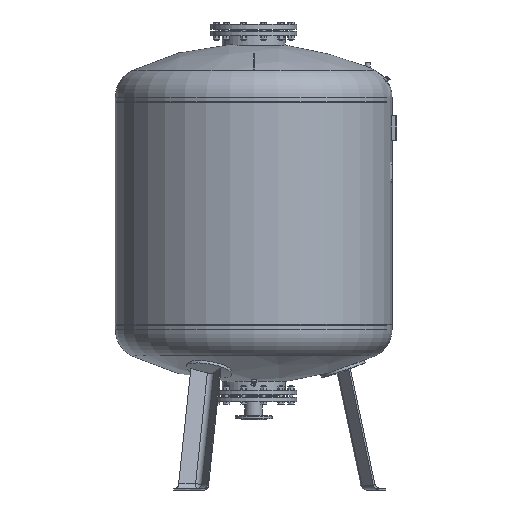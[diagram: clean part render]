
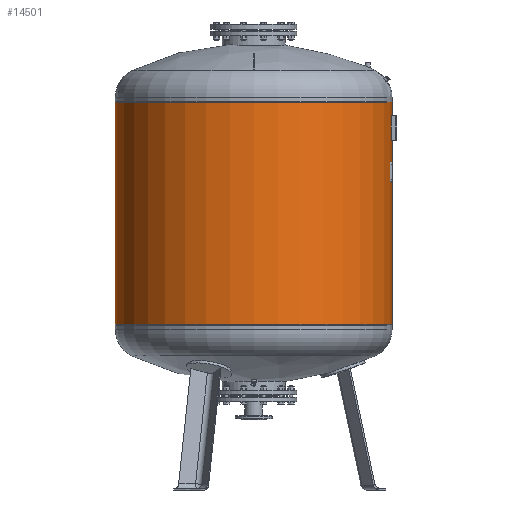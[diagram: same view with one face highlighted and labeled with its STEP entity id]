
A CAD part, left-side view. The second image highlights one B-rep face of the part: STEP entity #14501.
In plain terms, the highlighted cylindrical face has radius 600 mm (diameter 1200 mm), a full revolution.
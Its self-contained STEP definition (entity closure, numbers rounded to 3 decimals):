
#293=FACE_BOUND($,#2666,.T.);
#744=CIRCLE($,#15701,600.);
#745=CIRCLE($,#15703,600.);
#1094=CYLINDRICAL_SURFACE($,#15702,600.);
#1631=FACE_OUTER_BOUND($,#2665,.T.);
#2665=EDGE_LOOP($,(#11589));
#2666=EDGE_LOOP($,(#11590));
#6865=VERTEX_POINT($,#23205);
#6866=VERTEX_POINT($,#23208);
#8560=EDGE_CURVE($,#6865,#6865,#744,.T.);
#8561=EDGE_CURVE($,#6866,#6866,#745,.T.);
#11589=ORIENTED_EDGE($,*,*,#8560,.T.);
#11590=ORIENTED_EDGE($,*,*,#8561,.F.);
#14501=ADVANCED_FACE($,(#1631,#293),#1094,.T.);
#15701=AXIS2_PLACEMENT_3D($,#23206,#18593,#18594);
#15702=AXIS2_PLACEMENT_3D($,#23207,#18595,#18596);
#15703=AXIS2_PLACEMENT_3D($,#23209,#18597,#18598);
#18593=DIRECTION('center_axis',(0.,0.,1.));
#18594=DIRECTION('ref_axis',(1.,0.,0.));
#18595=DIRECTION('center_axis',(0.,0.,1.));
#18596=DIRECTION('ref_axis',(1.,0.,0.));
#18597=DIRECTION('center_axis',(0.,0.,1.));
#18598=DIRECTION('ref_axis',(1.,0.,0.));
#23205=CARTESIAN_POINT('',(600.,0.,718.));
#23206=CARTESIAN_POINT('Origin',(0.,0.,718.));
#23207=CARTESIAN_POINT('Origin',(0.,0.,1433.5));
#23208=CARTESIAN_POINT('',(600.,0.,1682.));
#23209=CARTESIAN_POINT('Origin',(0.,0.,1682.));
